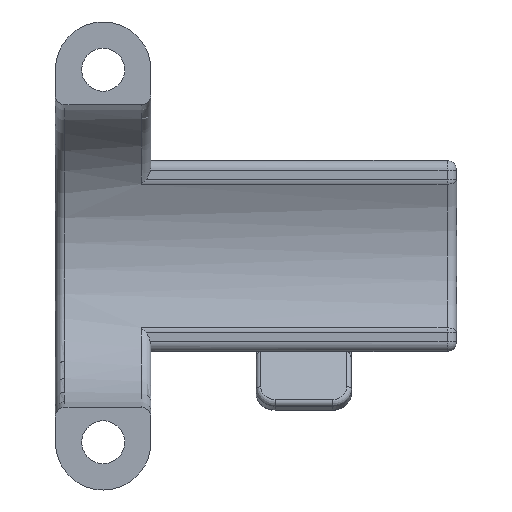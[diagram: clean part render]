
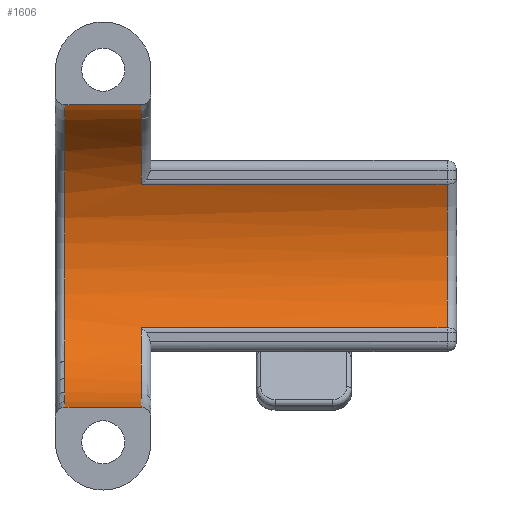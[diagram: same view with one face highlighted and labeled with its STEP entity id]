
A CAD part, front view. The second image highlights one B-rep face of the part: STEP entity #1606.
In plain terms, the highlighted cylindrical face has radius 16 mm (diameter 32 mm), a partial arc.
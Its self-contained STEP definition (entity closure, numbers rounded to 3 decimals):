
#120=FACE_OUTER_BOUND('',#220,.T.);
#220=EDGE_LOOP('',(#1133,#1134,#1135,#1136,#1137,#1138,#1139,#1140));
#305=LINE('',#2434,#435);
#320=LINE('',#2540,#450);
#323=LINE('',#2557,#453);
#324=LINE('',#2560,#454);
#435=VECTOR('',#1913,10.);
#450=VECTOR('',#1996,10.);
#453=VECTOR('',#2021,10.);
#454=VECTOR('',#2024,10.);
#590=CIRCLE('',#1751,16.);
#591=CIRCLE('',#1753,16.);
#592=CIRCLE('',#1754,16.);
#593=CIRCLE('',#1755,16.);
#662=VERTEX_POINT('',#2431);
#663=VERTEX_POINT('',#2433);
#684=VERTEX_POINT('',#2527);
#686=VERTEX_POINT('',#2531);
#687=VERTEX_POINT('',#2552);
#688=VERTEX_POINT('',#2554);
#689=VERTEX_POINT('',#2556);
#690=VERTEX_POINT('',#2558);
#810=EDGE_CURVE('',#662,#663,#305,.T.);
#849=EDGE_CURVE('',#686,#684,#320,.T.);
#854=EDGE_CURVE('',#684,#662,#590,.T.);
#855=EDGE_CURVE('',#663,#687,#591,.T.);
#856=EDGE_CURVE('',#688,#686,#592,.T.);
#857=EDGE_CURVE('',#688,#689,#323,.T.);
#858=EDGE_CURVE('',#690,#689,#593,.T.);
#859=EDGE_CURVE('',#687,#690,#324,.T.);
#1133=ORIENTED_EDGE('',*,*,#855,.F.);
#1134=ORIENTED_EDGE('',*,*,#810,.F.);
#1135=ORIENTED_EDGE('',*,*,#854,.F.);
#1136=ORIENTED_EDGE('',*,*,#849,.F.);
#1137=ORIENTED_EDGE('',*,*,#856,.F.);
#1138=ORIENTED_EDGE('',*,*,#857,.T.);
#1139=ORIENTED_EDGE('',*,*,#858,.F.);
#1140=ORIENTED_EDGE('',*,*,#859,.F.);
#1553=CYLINDRICAL_SURFACE('',#1752,16.);
#1606=ADVANCED_FACE('',(#120),#1553,.F.);
#1751=AXIS2_PLACEMENT_3D('',#2550,#2013,#2014);
#1752=AXIS2_PLACEMENT_3D('',#2551,#2015,#2016);
#1753=AXIS2_PLACEMENT_3D('',#2553,#2017,#2018);
#1754=AXIS2_PLACEMENT_3D('',#2555,#2019,#2020);
#1755=AXIS2_PLACEMENT_3D('',#2559,#2022,#2023);
#1913=DIRECTION('',(-1.,0.,0.));
#1996=DIRECTION('',(1.,0.,0.));
#2013=DIRECTION('center_axis',(-1.,0.,0.));
#2014=DIRECTION('ref_axis',(0.,1.,0.));
#2015=DIRECTION('center_axis',(-1.,0.,0.));
#2016=DIRECTION('ref_axis',(0.,-0.138,-0.991));
#2017=DIRECTION('center_axis',(-1.,0.,0.));
#2018=DIRECTION('ref_axis',(0.,0.566,-0.824));
#2019=DIRECTION('center_axis',(-1.,0.,0.));
#2020=DIRECTION('ref_axis',(0.,0.566,0.824));
#2021=DIRECTION('',(-1.,0.,0.));
#2022=DIRECTION('center_axis',(1.,0.,0.));
#2023=DIRECTION('ref_axis',(0.,1.,0.));
#2024=DIRECTION('',(-1.,0.,0.));
#2431=CARTESIAN_POINT('',(15.,-5.882,2.471));
#2433=CARTESIAN_POINT('',(-17.,-5.882,2.471));
#2434=CARTESIAN_POINT('',(-16.,-5.882,2.471));
#2527=CARTESIAN_POINT('',(15.,-5.882,17.529));
#2531=CARTESIAN_POINT('',(-17.,-5.882,17.529));
#2540=CARTESIAN_POINT('',(-16.,-5.882,17.529));
#2550=CARTESIAN_POINT('Origin',(15.,-20.,10.));
#2551=CARTESIAN_POINT('Origin',(-16.,-20.,10.));
#2552=CARTESIAN_POINT('',(-17.,-17.8,-5.848));
#2553=CARTESIAN_POINT('Origin',(-17.,-20.,10.));
#2554=CARTESIAN_POINT('',(-17.,-17.8,25.848));
#2555=CARTESIAN_POINT('Origin',(-17.,-20.,10.));
#2556=CARTESIAN_POINT('',(-25.,-17.8,25.848));
#2557=CARTESIAN_POINT('',(-16.,-17.8,25.848));
#2558=CARTESIAN_POINT('',(-25.,-17.8,-5.848));
#2559=CARTESIAN_POINT('Origin',(-25.,-20.,10.));
#2560=CARTESIAN_POINT('',(-16.,-17.8,-5.848));
